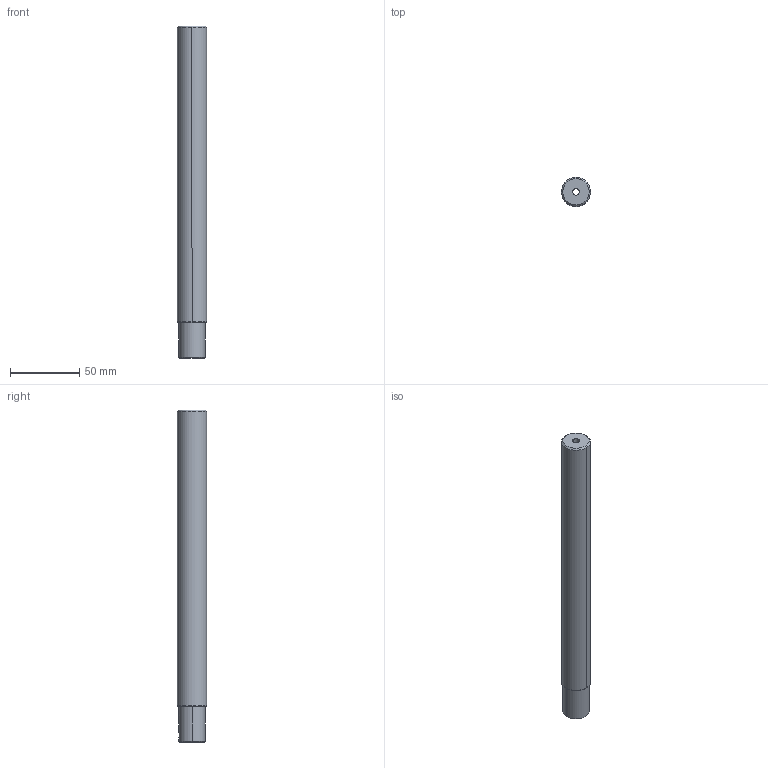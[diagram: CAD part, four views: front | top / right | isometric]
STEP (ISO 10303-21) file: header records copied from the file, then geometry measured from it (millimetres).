
FILE_DESCRIPTION(('no description'),'unknown implementation level');
FILE_NAME('5C0370EE-786F-43F7-9044-EB737673427F_export.stp',' ',('CIMSOURCE GmbH'),('CADClick - KiM GmbH - www.kimweb.de'),'unknown preprocess','ACIS','unknown authorization');
FILE_SCHEMA(('automotive_design'));
Length unit declared in the file: millimetre
Products named in the file (2): 335.382 Kaiser D21 X CK1 X 205HM|690.431 Kaiser ETL M4 X 5 CK1;NONE; 335.382 Kaiser D21 X CK1 X 205HM|335.382 Kaiser D21 X CK1 X 205HM;NONE
Bounding box: 21 x 21 x 240 mm (x, y, z)
Volume: 75543.7 mm3; surface area: 20415.5 mm2
Topology: 2 solids, 2 shells, 72 faces, 174 edges, 105 vertices
Faces by surface type: plane 27, cone 22, cylinder 18, bspline 3, torus 2
Entity records: 4473 total; most frequent: CARTESIAN_POINT 761, DIRECTION 379, STYLED_ITEM 351, PRESENTATION_STYLE_ASSIGNMENT 351, COLOUR_RGB 351, ORIENTED_EDGE 344, EDGE_CURVE 172, CURVE_STYLE 172
